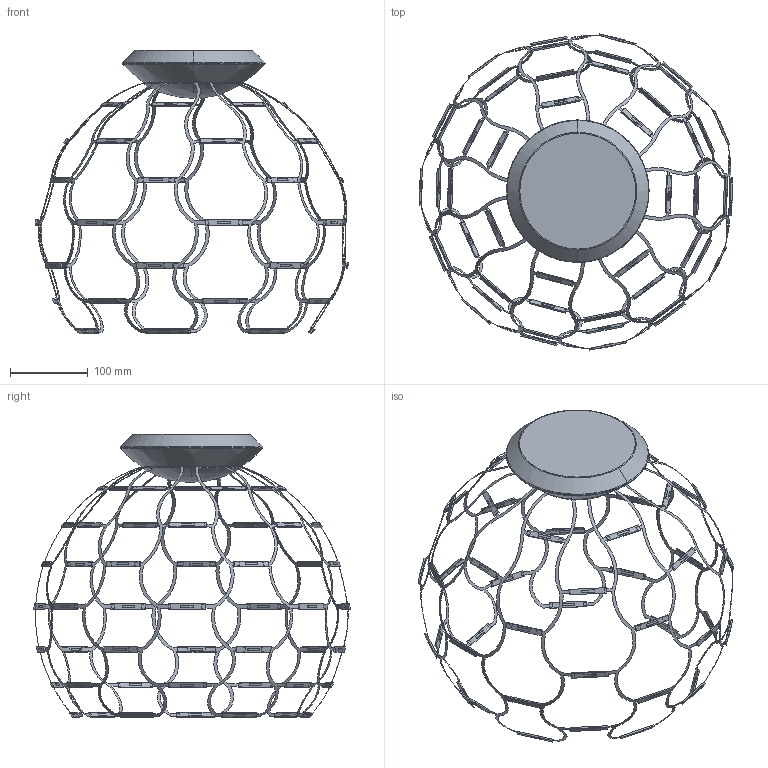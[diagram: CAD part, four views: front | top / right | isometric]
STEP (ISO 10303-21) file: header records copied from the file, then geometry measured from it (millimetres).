
FILE_DESCRIPTION(/* description */ (''),/* implementation_level */ '2;1');
FILE_NAME(/* name */ 'LA0EEF~1',/* time_stamp */ '2021-04-13T15:10:52+02:00',/* author */ (''),/* organization */ (''),/* preprocessor_version */ 'ST-DEVELOPER v15',/* originating_system */ '',/* authorisation */ '');
FILE_SCHEMA (('CONFIG_CONTROL_DESIGN'));
Length unit declared in the file: millimetre
Products named in the file (1): Document
Bounding box: 401.91 x 405.52 x 363.29 mm (x, y, z)
Volume: 1038948.4 mm3; surface area: 153013.6 mm2
Topology: 50 solids, 162 shells, 818 faces, 2435 edges, 1828 vertices
Faces by surface type: plane 787, bspline 31
Entity records: 25589 total; most frequent: CARTESIAN_POINT 9921, ORIENTED_EDGE 3842, EDGE_CURVE 2432, B_SPLINE_CURVE_WITH_KNOTS 2328, VERTEX_POINT 1828, EDGE_LOOP 820, ADVANCED_FACE 818, FACE_OUTER_BOUND 818
